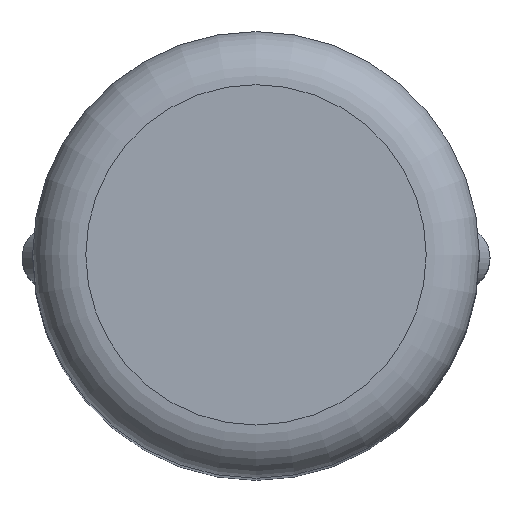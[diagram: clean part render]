
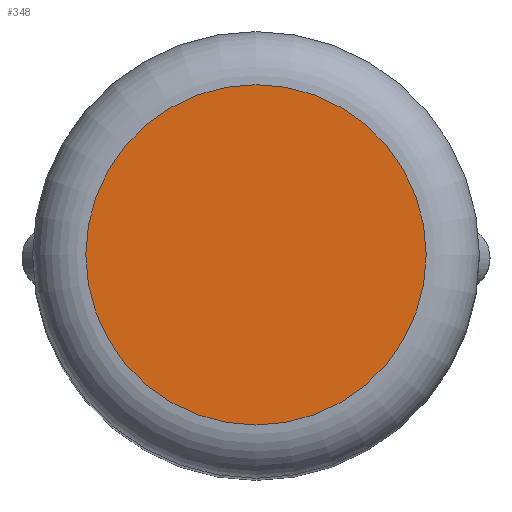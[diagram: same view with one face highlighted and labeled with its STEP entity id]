
A CAD part, top view. The second image highlights one B-rep face of the part: STEP entity #348.
In plain terms, the highlighted planar face has unit normal (0, 0, 1).
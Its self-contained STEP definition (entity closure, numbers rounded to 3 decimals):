
#301 = VERTEX_POINT('',#302);
#302 = CARTESIAN_POINT('',(1.75,0.,8.05));
#311 = EDGE_CURVE('',#301,#301,#312,.T.);
#312 = CIRCLE('',#313,0.8);
#313 = AXIS2_PLACEMENT_3D('',#314,#315,#316);
#314 = CARTESIAN_POINT('',(0.95,0.,8.05));
#315 = DIRECTION('',(0.,0.,1.));
#316 = DIRECTION('',(1.,0.,0.));
#348 = ADVANCED_FACE('',(#349),#352,.T.);
#349 = FACE_BOUND('',#350,.T.);
#350 = EDGE_LOOP('',(#351));
#351 = ORIENTED_EDGE('',*,*,#311,.T.);
#352 = PLANE('',#353);
#353 = AXIS2_PLACEMENT_3D('',#354,#355,#356);
#354 = CARTESIAN_POINT('',(0.95,0.,8.05));
#355 = DIRECTION('',(0.,0.,1.));
#356 = DIRECTION('',(1.,0.,0.));
